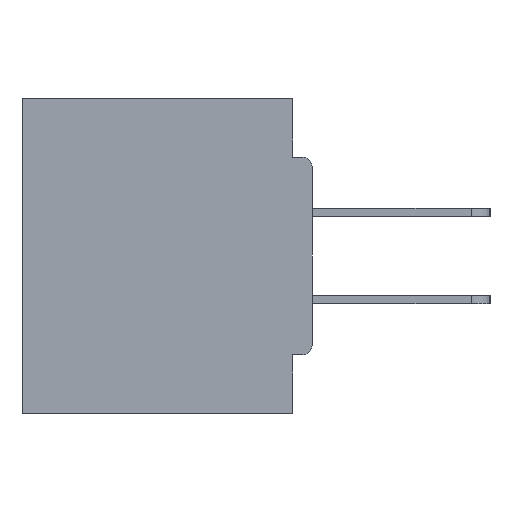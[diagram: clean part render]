
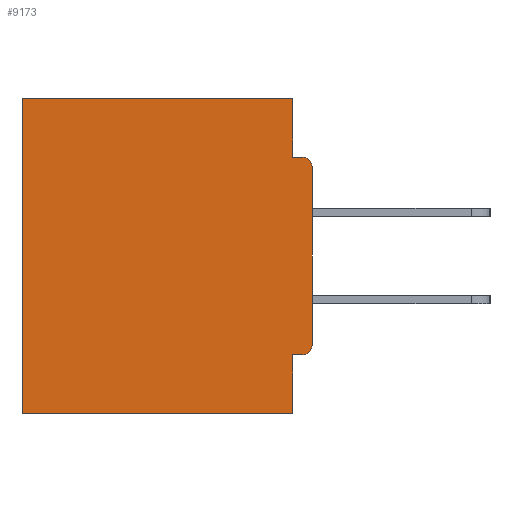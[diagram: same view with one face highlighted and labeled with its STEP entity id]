
A CAD part, left-side view. The second image highlights one B-rep face of the part: STEP entity #9173.
In plain terms, the highlighted planar face has unit normal (-1, 0, 0).
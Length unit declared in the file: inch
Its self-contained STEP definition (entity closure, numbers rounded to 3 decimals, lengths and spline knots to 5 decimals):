
#982 = VERTEX_POINT ( 'NONE', #9325 ) ;
#1907 = VERTEX_POINT ( 'NONE', #16155 ) ;
#2494 = CARTESIAN_POINT ( 'NONE',  ( 0.298, 0.031, 0. ) ) ;
#2728 = DIRECTION ( 'NONE',  ( 0., 0., -1. ) ) ;
#3234 = DIRECTION ( 'NONE',  ( 0., -1., 0. ) ) ;
#4286 = VERTEX_POINT ( 'NONE', #6863 ) ;
#5925 = VERTEX_POINT ( 'NONE', #6708 ) ;
#6701 = EDGE_CURVE ( 'NONE', #21453, #5925, #8188, .T. ) ;
#6708 = CARTESIAN_POINT ( 'NONE',  ( 0.298, 0., -0.3915 ) ) ;
#6846 = LINE ( 'NONE', #14648, #16576 ) ;
#6863 = CARTESIAN_POINT ( 'NONE',  ( 0.298, 0.031, -0.5 ) ) ;
#7739 = DIRECTION ( 'NONE',  ( 0., 0., -1. ) ) ;
#8188 = CIRCLE ( 'NONE', #29899, 0.015 ) ;
#9173 = ADVANCED_FACE ( 'NONE', ( #13689 ), #31731, .F. ) ;
#9325 = CARTESIAN_POINT ( 'NONE',  ( 0.298, 0.031, -0.4065 ) ) ;
#10185 = LINE ( 'NONE', #23394, #23186 ) ;
#10498 = VERTEX_POINT ( 'NONE', #12958 ) ;
#10662 = EDGE_CURVE ( 'NONE', #10498, #26463, #24815, .T. ) ;
#10942 = CARTESIAN_POINT ( 'NONE',  ( 0.298, 0., 0. ) ) ;
#12151 = DIRECTION ( 'NONE',  ( 0., 0., -1. ) ) ;
#12336 = EDGE_CURVE ( 'NONE', #31190, #1907, #13369, .T. ) ;
#12958 = CARTESIAN_POINT ( 'NONE',  ( 0.298, 0.46, 0. ) ) ;
#13219 = LINE ( 'NONE', #13986, #31494 ) ;
#13369 = LINE ( 'NONE', #18782, #30004 ) ;
#13407 = DIRECTION ( 'NONE',  ( 0., 0., -1. ) ) ;
#13689 = FACE_OUTER_BOUND ( 'NONE', #21109, .T. ) ;
#13986 = CARTESIAN_POINT ( 'NONE',  ( 0.298, 0., 0. ) ) ;
#14420 = EDGE_CURVE ( 'NONE', #982, #4286, #21376, .T. ) ;
#14549 = VERTEX_POINT ( 'NONE', #2494 ) ;
#14648 = CARTESIAN_POINT ( 'NONE',  ( 0.298, 0., -0.5 ) ) ;
#15162 = EDGE_CURVE ( 'NONE', #19636, #5925, #22928, .T. ) ;
#15185 = EDGE_CURVE ( 'NONE', #19636, #1907, #28978, .T. ) ;
#15251 = LINE ( 'NONE', #25079, #24172 ) ;
#15391 = ORIENTED_EDGE ( 'NONE', *, *, #6701, .T. ) ;
#15898 = DIRECTION ( 'NONE',  ( 0., 0., -1. ) ) ;
#16155 = CARTESIAN_POINT ( 'NONE',  ( 0.298, 0.015, -0.0935 ) ) ;
#16576 = VECTOR ( 'NONE', #32917, 39.37008 ) ;
#17428 = ORIENTED_EDGE ( 'NONE', *, *, #15185, .T. ) ;
#17913 = DIRECTION ( 'NONE',  ( -1., 0., 0. ) ) ;
#18181 = DIRECTION ( 'NONE',  ( -1., 0., 0. ) ) ;
#18489 = ORIENTED_EDGE ( 'NONE', *, *, #25256, .F. ) ;
#18782 = CARTESIAN_POINT ( 'NONE',  ( 0.298, 0., -0.0935 ) ) ;
#19325 = EDGE_CURVE ( 'NONE', #14549, #10498, #13219, .T. ) ;
#19636 = VERTEX_POINT ( 'NONE', #21216 ) ;
#20070 = VECTOR ( 'NONE', #7739, 39.37008 ) ;
#21109 = EDGE_LOOP ( 'NONE', ( #17428, #24264, #24980, #22152, #31338, #23065, #33550, #18489, #15391, #29207 ) ) ;
#21216 = CARTESIAN_POINT ( 'NONE',  ( 0.298, 0., -0.1085 ) ) ;
#21376 = LINE ( 'NONE', #33391, #33117 ) ;
#21453 = VERTEX_POINT ( 'NONE', #30330 ) ;
#21965 = VECTOR ( 'NONE', #13407, 39.37008 ) ;
#22152 = ORIENTED_EDGE ( 'NONE', *, *, #19325, .T. ) ;
#22542 = CARTESIAN_POINT ( 'NONE',  ( 0.298, 0.031, -0.0935 ) ) ;
#22928 = LINE ( 'NONE', #28906, #20070 ) ;
#23065 = ORIENTED_EDGE ( 'NONE', *, *, #27381, .F. ) ;
#23186 = VECTOR ( 'NONE', #26361, 39.37008 ) ;
#23394 = CARTESIAN_POINT ( 'NONE',  ( 0.298, 0., -0.4065 ) ) ;
#23788 = DIRECTION ( 'NONE',  ( 0., 0., -1. ) ) ;
#24172 = VECTOR ( 'NONE', #12151, 39.37008 ) ;
#24264 = ORIENTED_EDGE ( 'NONE', *, *, #12336, .F. ) ;
#24815 = LINE ( 'NONE', #29275, #21965 ) ;
#24920 = CARTESIAN_POINT ( 'NONE',  ( 0.298, 0.46, -0.5 ) ) ;
#24980 = ORIENTED_EDGE ( 'NONE', *, *, #28854, .F. ) ;
#25079 = CARTESIAN_POINT ( 'NONE',  ( 0.298, 0.031, -0.5 ) ) ;
#25256 = EDGE_CURVE ( 'NONE', #21453, #982, #10185, .T. ) ;
#25476 = DIRECTION ( 'NONE',  ( 0., 0., -1. ) ) ;
#26150 = DIRECTION ( 'NONE',  ( 1., 0., 0. ) ) ;
#26271 = AXIS2_PLACEMENT_3D ( 'NONE', #10942, #26150, #23788 ) ;
#26361 = DIRECTION ( 'NONE',  ( 0., 1., 0. ) ) ;
#26463 = VERTEX_POINT ( 'NONE', #24920 ) ;
#27381 = EDGE_CURVE ( 'NONE', #4286, #26463, #6846, .T. ) ;
#28854 = EDGE_CURVE ( 'NONE', #14549, #31190, #15251, .T. ) ;
#28906 = CARTESIAN_POINT ( 'NONE',  ( 0.298, 0., 0. ) ) ;
#28978 = CIRCLE ( 'NONE', #33398, 0.015 ) ;
#29207 = ORIENTED_EDGE ( 'NONE', *, *, #15162, .F. ) ;
#29275 = CARTESIAN_POINT ( 'NONE',  ( 0.298, 0.46, 0. ) ) ;
#29503 = DIRECTION ( 'NONE',  ( 0., 1., 0. ) ) ;
#29899 = AXIS2_PLACEMENT_3D ( 'NONE', #30919, #17913, #25476 ) ;
#30004 = VECTOR ( 'NONE', #3234, 39.37008 ) ;
#30330 = CARTESIAN_POINT ( 'NONE',  ( 0.298, 0.015, -0.4065 ) ) ;
#30919 = CARTESIAN_POINT ( 'NONE',  ( 0.298, 0.015, -0.3915 ) ) ;
#31190 = VERTEX_POINT ( 'NONE', #22542 ) ;
#31338 = ORIENTED_EDGE ( 'NONE', *, *, #10662, .T. ) ;
#31427 = CARTESIAN_POINT ( 'NONE',  ( 0.298, 0.015, -0.1085 ) ) ;
#31494 = VECTOR ( 'NONE', #29503, 39.37008 ) ;
#31731 = PLANE ( 'NONE',  #26271 ) ;
#32917 = DIRECTION ( 'NONE',  ( 0., 1., 0. ) ) ;
#33117 = VECTOR ( 'NONE', #2728, 39.37008 ) ;
#33391 = CARTESIAN_POINT ( 'NONE',  ( 0.298, 0.031, -0.5 ) ) ;
#33398 = AXIS2_PLACEMENT_3D ( 'NONE', #31427, #18181, #15898 ) ;
#33550 = ORIENTED_EDGE ( 'NONE', *, *, #14420, .F. ) ;
